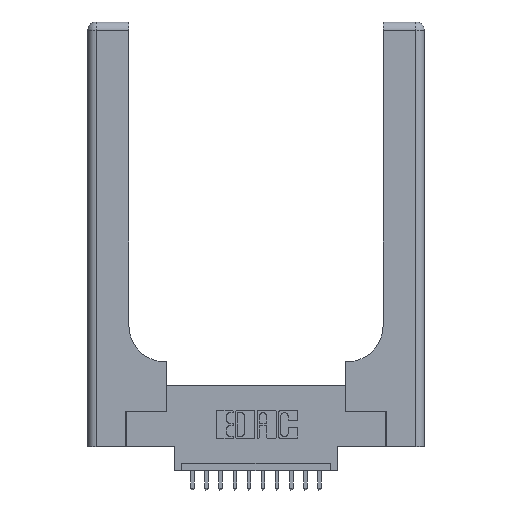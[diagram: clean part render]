
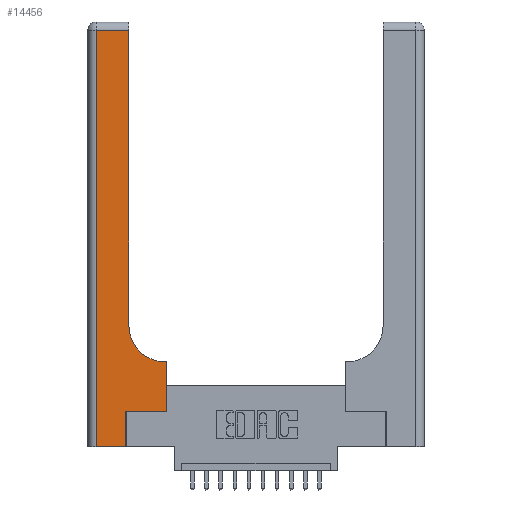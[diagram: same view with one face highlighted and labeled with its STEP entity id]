
A CAD part, top view. The second image highlights one B-rep face of the part: STEP entity #14456.
In plain terms, the highlighted planar face has unit normal (0, 0, 1).
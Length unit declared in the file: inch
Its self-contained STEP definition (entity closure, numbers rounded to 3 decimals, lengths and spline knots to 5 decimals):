
#208 = DIRECTION ( 'NONE',  ( -1., 0., 0. ) ) ;
#569 = CARTESIAN_POINT ( 'NONE',  ( 0., 0., 0.37 ) ) ;
#812 = CARTESIAN_POINT ( 'NONE',  ( 0.269, 0., 0.37 ) ) ;
#975 = DIRECTION ( 'NONE',  ( 0., 1., 0. ) ) ;
#1164 = CARTESIAN_POINT ( 'NONE',  ( 0.5585, 0.25, 0.37 ) ) ;
#1331 = ORIENTED_EDGE ( 'NONE', *, *, #8314, .T. ) ;
#1402 = DIRECTION ( 'NONE',  ( 0., 1., 0. ) ) ;
#1554 = EDGE_CURVE ( 'NONE', #2890, #6602, #5650, .T. ) ;
#2435 = CARTESIAN_POINT ( 'NONE',  ( 0.2915, 2.94, 0.37 ) ) ;
#2807 = VERTEX_POINT ( 'NONE', #12835 ) ;
#2890 = VERTEX_POINT ( 'NONE', #3168 ) ;
#3060 = VECTOR ( 'NONE', #1402, 39.37008 ) ;
#3168 = CARTESIAN_POINT ( 'NONE',  ( 0.5415, 0.6, 0.37 ) ) ;
#3212 = VECTOR ( 'NONE', #975, 39.37008 ) ;
#3668 = ORIENTED_EDGE ( 'NONE', *, *, #7625, .T. ) ;
#3824 = DIRECTION ( 'NONE',  ( 0., 1., 0. ) ) ;
#4267 = LINE ( 'NONE', #812, #3212 ) ;
#4275 = DIRECTION ( 'NONE',  ( 1., 0., 0. ) ) ;
#4631 = ORIENTED_EDGE ( 'NONE', *, *, #14926, .T. ) ;
#4694 = LINE ( 'NONE', #13459, #6558 ) ;
#5341 = VERTEX_POINT ( 'NONE', #13254 ) ;
#5421 = DIRECTION ( 'NONE',  ( 0., 0., -1. ) ) ;
#5605 = CARTESIAN_POINT ( 'NONE',  ( 0.06, 3., 0.37 ) ) ;
#5650 = CIRCLE ( 'NONE', #7103, 0.25 ) ;
#6152 = LINE ( 'NONE', #10532, #7202 ) ;
#6453 = ORIENTED_EDGE ( 'NONE', *, *, #16592, .T. ) ;
#6558 = VECTOR ( 'NONE', #9285, 39.37008 ) ;
#6566 = ORIENTED_EDGE ( 'NONE', *, *, #1554, .T. ) ;
#6602 = VERTEX_POINT ( 'NONE', #13848 ) ;
#6760 = VECTOR ( 'NONE', #7126, 39.37008 ) ;
#6806 = LINE ( 'NONE', #569, #13452 ) ;
#6893 = EDGE_CURVE ( 'NONE', #9205, #13121, #12454, .T. ) ;
#6947 = VERTEX_POINT ( 'NONE', #13294 ) ;
#7103 = AXIS2_PLACEMENT_3D ( 'NONE', #8540, #13684, #4275 ) ;
#7126 = DIRECTION ( 'NONE',  ( 0., -1., 0. ) ) ;
#7202 = VECTOR ( 'NONE', #12067, 39.37008 ) ;
#7518 = FACE_OUTER_BOUND ( 'NONE', #12293, .T. ) ;
#7625 = EDGE_CURVE ( 'NONE', #6602, #10598, #13229, .T. ) ;
#7823 = VERTEX_POINT ( 'NONE', #8727 ) ;
#7919 = CARTESIAN_POINT ( 'NONE',  ( 0.2915, 3., 0.37 ) ) ;
#8314 = EDGE_CURVE ( 'NONE', #2807, #9205, #6152, .T. ) ;
#8540 = CARTESIAN_POINT ( 'NONE',  ( 0.5415, 0.85, 0.37 ) ) ;
#8713 = EDGE_CURVE ( 'NONE', #5341, #2807, #4267, .T. ) ;
#8727 = CARTESIAN_POINT ( 'NONE',  ( 0.06, 2.94, 0.37 ) ) ;
#8915 = VECTOR ( 'NONE', #3824, 39.37008 ) ;
#9153 = LINE ( 'NONE', #13088, #14344 ) ;
#9205 = VERTEX_POINT ( 'NONE', #10391 ) ;
#9285 = DIRECTION ( 'NONE',  ( -1., 0., 0. ) ) ;
#10295 = LINE ( 'NONE', #5605, #6760 ) ;
#10391 = CARTESIAN_POINT ( 'NONE',  ( 0.5585, 0.25, 0.37 ) ) ;
#10532 = CARTESIAN_POINT ( 'NONE',  ( 0.269, 0.25, 0.37 ) ) ;
#10598 = VERTEX_POINT ( 'NONE', #2435 ) ;
#10841 = EDGE_CURVE ( 'NONE', #13121, #2890, #4694, .T. ) ;
#10872 = CARTESIAN_POINT ( 'NONE',  ( 0., 3., 0.37 ) ) ;
#11080 = EDGE_CURVE ( 'NONE', #7823, #6947, #10295, .T. ) ;
#11196 = DIRECTION ( 'NONE',  ( 1., 0., 0. ) ) ;
#11687 = CARTESIAN_POINT ( 'NONE',  ( 0.5585, 0.6, 0.37 ) ) ;
#12067 = DIRECTION ( 'NONE',  ( 1., 0., 0. ) ) ;
#12231 = PLANE ( 'NONE',  #14331 ) ;
#12293 = EDGE_LOOP ( 'NONE', ( #3668, #4631, #15702, #6453, #13648, #1331, #13767, #14796, #6566 ) ) ;
#12454 = LINE ( 'NONE', #1164, #8915 ) ;
#12835 = CARTESIAN_POINT ( 'NONE',  ( 0.269, 0.25, 0.37 ) ) ;
#13088 = CARTESIAN_POINT ( 'NONE',  ( 0., 2.94, 0.37 ) ) ;
#13121 = VERTEX_POINT ( 'NONE', #11687 ) ;
#13229 = LINE ( 'NONE', #7919, #3060 ) ;
#13254 = CARTESIAN_POINT ( 'NONE',  ( 0.269, 0., 0.37 ) ) ;
#13294 = CARTESIAN_POINT ( 'NONE',  ( 0.06, 0., 0.37 ) ) ;
#13452 = VECTOR ( 'NONE', #11196, 39.37008 ) ;
#13459 = CARTESIAN_POINT ( 'NONE',  ( 0.2915, 0.6, 0.37 ) ) ;
#13648 = ORIENTED_EDGE ( 'NONE', *, *, #8713, .T. ) ;
#13684 = DIRECTION ( 'NONE',  ( 0., 0., -1. ) ) ;
#13767 = ORIENTED_EDGE ( 'NONE', *, *, #6893, .T. ) ;
#13848 = CARTESIAN_POINT ( 'NONE',  ( 0.2915, 0.85, 0.37 ) ) ;
#14331 = AXIS2_PLACEMENT_3D ( 'NONE', #10872, #5421, #208 ) ;
#14344 = VECTOR ( 'NONE', #15807, 39.37008 ) ;
#14456 = ADVANCED_FACE ( 'NONE', ( #7518 ), #12231, .F. ) ;
#14796 = ORIENTED_EDGE ( 'NONE', *, *, #10841, .T. ) ;
#14926 = EDGE_CURVE ( 'NONE', #10598, #7823, #9153, .T. ) ;
#15702 = ORIENTED_EDGE ( 'NONE', *, *, #11080, .T. ) ;
#15807 = DIRECTION ( 'NONE',  ( -1., 0., 0. ) ) ;
#16592 = EDGE_CURVE ( 'NONE', #6947, #5341, #6806, .T. ) ;
